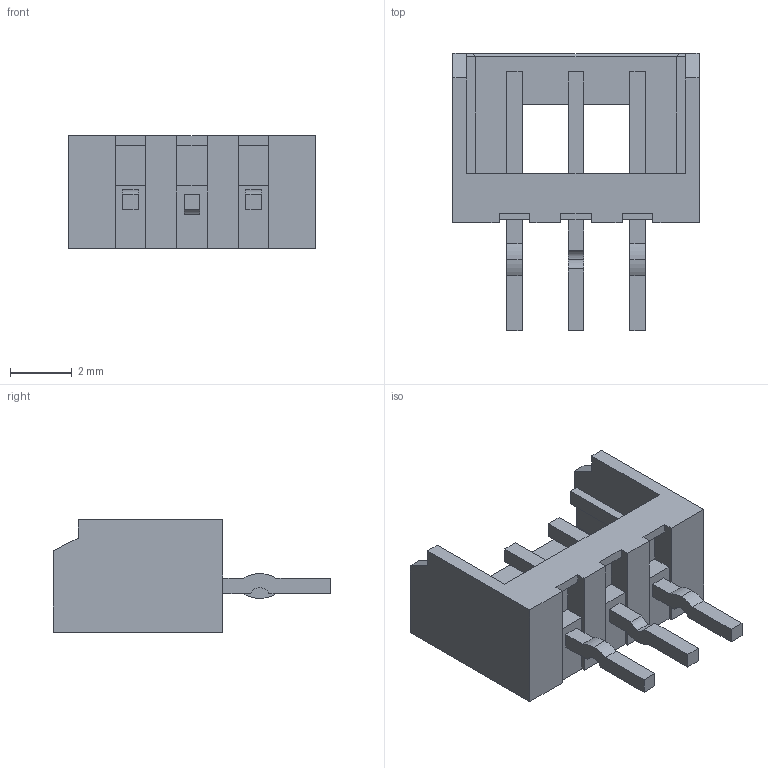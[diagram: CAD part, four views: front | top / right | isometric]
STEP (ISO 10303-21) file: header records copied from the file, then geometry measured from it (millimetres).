
FILE_DESCRIPTION(('STEP AP242'),'1');
FILE_NAME('53253-0370.stp','2021-06-23T10:50:43',('TraceParts'),('TraceParts S.A.'),'Spatial InterOp 3D',' ',' ');
FILE_SCHEMA(('AP242_MANAGED_MODEL_BASED_3D_ENGINEERING_MIM_LF {1 0 10303 442 1 1 4}'));
Length unit declared in the file: millimetre
Products named in the file (1): 53253-0370_1
Bounding box: 8 x 9 x 3.65 mm (x, y, z)
Volume: 68.4 mm3; surface area: 262.5 mm2
Topology: 1 solids, 1 shells, 126 faces, 350 edges, 244 vertices
Faces by surface type: plane 114, cylinder 12
Entity records: 3968 total; most frequent: CARTESIAN_POINT 696, ORIENTED_EDGE 674, DIRECTION 636, EDGE_CURVE 337, LINE 320, VECTOR 320, VERTEX_POINT 218, AXIS2_PLACEMENT_3D 158
